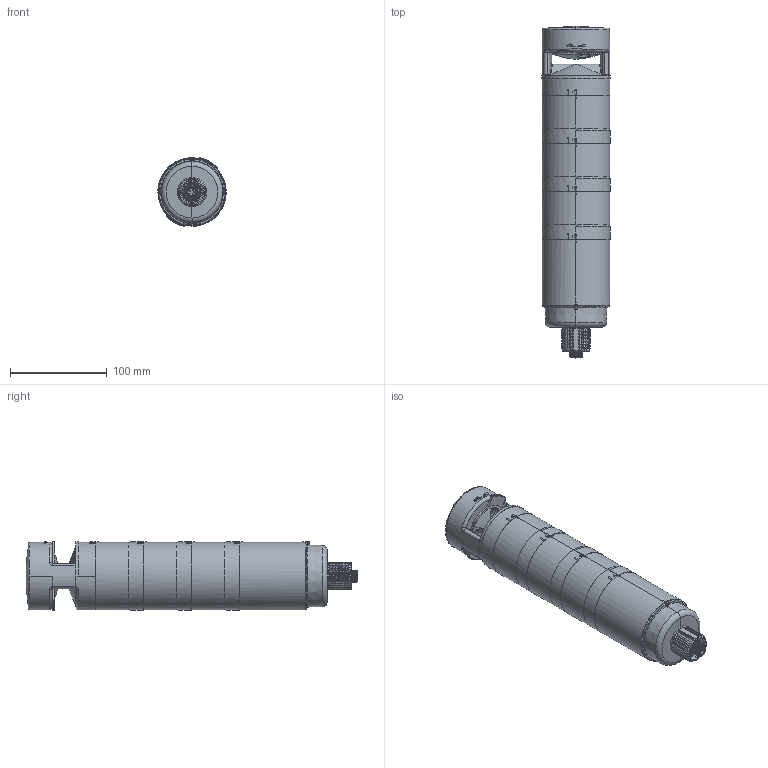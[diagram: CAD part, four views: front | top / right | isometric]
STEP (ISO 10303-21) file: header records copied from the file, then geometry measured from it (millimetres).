
FILE_DESCRIPTION((''),'2;1');
FILE_NAME('191413_ASM','2016-12-20T',('PDMAdmin'),('BANNER ENGINEERING'),'CREO PARAMETRIC BY PTC INC, 2016260','CREO PARAMETRIC BY PTC INC, 2016260','');
FILE_SCHEMA(('CONFIG_CONTROL_DESIGN'));
Length unit declared in the file: millimetre
Products named in the file (10): 180077; 190540; 183492; 183493; 180306; 180307; 180308; 191171; 30498; 191413_ASM
Assembly tree (13 placements, depth 2):
  191413_ASM
    180077
    190540
    183492  x3
    183493  x3
    180306
    180307
    180308
    191171
    30498
Bounding box: 71 x 343.61 x 71.25 mm (x, y, z)
Volume: 311796.9 mm3; surface area: 223792.9 mm2
Topology: 13 solids, 17 shells, 3634 faces, 8867 edges, 5302 vertices
Faces by surface type: bspline 1123, cylinder 995, plane 672, torus 341, cone 300, sphere 177, extrusion 22, revolution 4
Entity records: 135322 total; most frequent: CARTESIAN_POINT 83057, ORIENTED_EDGE 12062, DIRECTION 9350, EDGE_CURVE 6035, AXIS2_PLACEMENT_3D 3885, VERTEX_POINT 3652, EDGE_LOOP 2567, FACE_OUTER_BOUND 2452
